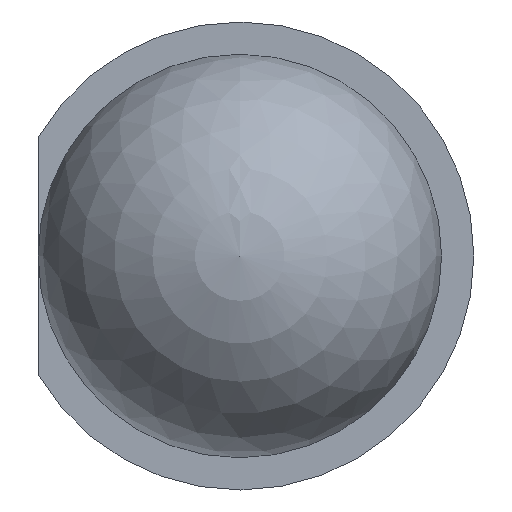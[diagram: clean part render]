
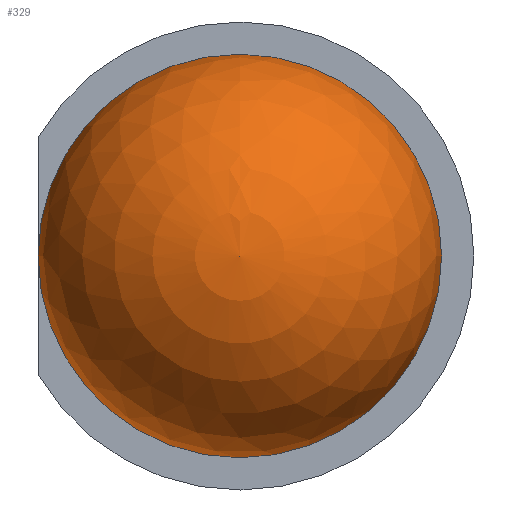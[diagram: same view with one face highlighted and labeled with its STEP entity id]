
A CAD part, front view. The second image highlights one B-rep face of the part: STEP entity #329.
In plain terms, the highlighted spherical face has radius 2.5 mm.
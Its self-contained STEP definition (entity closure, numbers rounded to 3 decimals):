
#228 = VERTEX_POINT('',#229);
#229 = CARTESIAN_POINT('',(1.27,-9.91,5.5));
#235 = EDGE_CURVE('',#228,#228,#236,.T.);
#236 = CIRCLE('',#237,2.5);
#237 = AXIS2_PLACEMENT_3D('',#238,#239,#240);
#238 = CARTESIAN_POINT('',(1.27,-9.91,3.));
#239 = DIRECTION('',(0.,1.,0.));
#240 = DIRECTION('',(0.,0.,1.));
#329 = ADVANCED_FACE('',(#330),#343,.T.);
#330 = FACE_BOUND('',#331,.T.);
#331 = EDGE_LOOP('',(#332,#341,#342));
#332 = ORIENTED_EDGE('',*,*,#333,.T.);
#333 = EDGE_CURVE('',#228,#334,#336,.T.);
#334 = VERTEX_POINT('',#335);
#335 = CARTESIAN_POINT('',(1.27,-12.41,3.));
#336 = CIRCLE('',#337,2.5);
#337 = AXIS2_PLACEMENT_3D('',#338,#339,#340);
#338 = CARTESIAN_POINT('',(1.27,-9.91,3.));
#339 = DIRECTION('',(1.,0.,0.));
#340 = DIRECTION('',(0.,1.,0.));
#341 = ORIENTED_EDGE('',*,*,#333,.F.);
#342 = ORIENTED_EDGE('',*,*,#235,.F.);
#343 = SPHERICAL_SURFACE('',#344,2.5);
#344 = AXIS2_PLACEMENT_3D('',#345,#346,#347);
#345 = CARTESIAN_POINT('',(1.27,-9.91,3.));
#346 = DIRECTION('',(0.,-1.,0.));
#347 = DIRECTION('',(0.,0.,1.));
